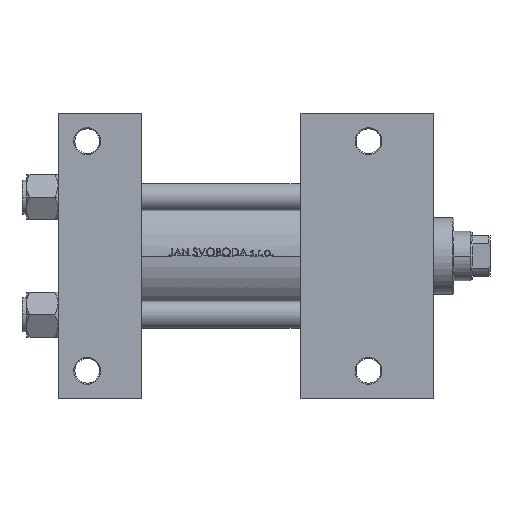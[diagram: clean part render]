
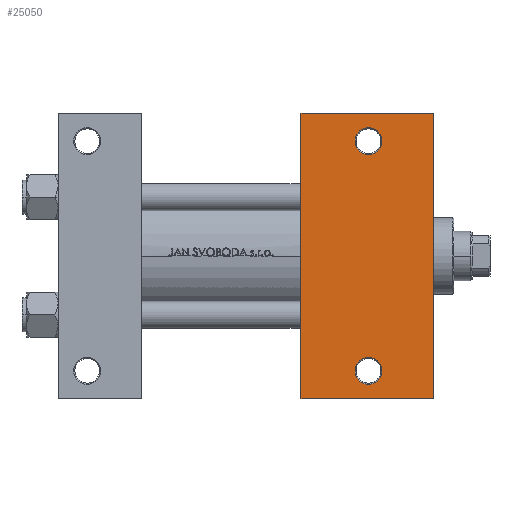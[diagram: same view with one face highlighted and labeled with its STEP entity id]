
A CAD part, front view. The second image highlights one B-rep face of the part: STEP entity #25050.
In plain terms, the highlighted face is planar.
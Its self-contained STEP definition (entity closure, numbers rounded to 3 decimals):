
#365 = DIRECTION ( 'NONE',  ( 0., 0., -1. ) ) ;
#1440 = CARTESIAN_POINT ( 'NONE',  ( 108., 37.5, -37.5 ) ) ;
#3032 = EDGE_CURVE ( 'NONE', #13784, #25110, #30612, .T. ) ;
#3648 = VECTOR ( 'NONE', #21532, 1000. ) ;
#4366 = FACE_BOUND ( 'NONE', #36533, .T. ) ;
#5844 = DIRECTION ( 'NONE',  ( -1., 0., 0. ) ) ;
#7356 = VECTOR ( 'NONE', #47282, 1000. ) ;
#7653 = VERTEX_POINT ( 'NONE', #25239 ) ;
#8178 = AXIS2_PLACEMENT_3D ( 'NONE', #39951, #43192, #5844 ) ;
#9192 = EDGE_LOOP ( 'NONE', ( #12363, #40554, #23528, #46565 ) ) ;
#10901 = DIRECTION ( 'NONE',  ( 0., 0., 1. ) ) ;
#11325 = AXIS2_PLACEMENT_3D ( 'NONE', #33748, #365, #19552 ) ;
#11833 = FACE_OUTER_BOUND ( 'NONE', #9192, .T. ) ;
#12077 = CARTESIAN_POINT ( 'NONE',  ( 167., -63.5, -37.5 ) ) ;
#12363 = ORIENTED_EDGE ( 'NONE', *, *, #26833, .F. ) ;
#12478 = VECTOR ( 'NONE', #36156, 1000. ) ;
#13280 = AXIS2_PLACEMENT_3D ( 'NONE', #14195, #33359, #29397 ) ;
#13493 = LINE ( 'NONE', #43869, #12478 ) ;
#13784 = VERTEX_POINT ( 'NONE', #25515 ) ;
#14056 = CARTESIAN_POINT ( 'NONE',  ( 108., -63.5, -37.5 ) ) ;
#14195 = CARTESIAN_POINT ( 'NONE',  ( 138., -51., -37.5 ) ) ;
#15118 = ORIENTED_EDGE ( 'NONE', *, *, #3032, .T. ) ;
#15662 = VERTEX_POINT ( 'NONE', #35914 ) ;
#16151 = DIRECTION ( 'NONE',  ( 0., -1., 0. ) ) ;
#16882 = LINE ( 'NONE', #1440, #43968 ) ;
#17195 = VERTEX_POINT ( 'NONE', #46987 ) ;
#17226 = CIRCLE ( 'NONE', #13280, 5.999 ) ;
#17983 = DIRECTION ( 'NONE',  ( 0., 0., 1. ) ) ;
#18562 = PLANE ( 'NONE',  #11325 ) ;
#18719 = CARTESIAN_POINT ( 'NONE',  ( 138., 51., -37.5 ) ) ;
#18848 = ORIENTED_EDGE ( 'NONE', *, *, #30055, .T. ) ;
#19535 = ORIENTED_EDGE ( 'NONE', *, *, #23878, .T. ) ;
#19552 = DIRECTION ( 'NONE',  ( -1., 0., 0. ) ) ;
#21129 = CARTESIAN_POINT ( 'NONE',  ( 138., -51., -37.5 ) ) ;
#21532 = DIRECTION ( 'NONE',  ( -1., 0., 0. ) ) ;
#23216 = CIRCLE ( 'NONE', #33539, 5.999 ) ;
#23297 = FACE_BOUND ( 'NONE', #26635, .T. ) ;
#23528 = ORIENTED_EDGE ( 'NONE', *, *, #40092, .T. ) ;
#23878 = EDGE_CURVE ( 'NONE', #37260, #7653, #23216, .T. ) ;
#24408 = LINE ( 'NONE', #39588, #7356 ) ;
#25050 = ADVANCED_FACE ( 'NONE', ( #23297, #4366, #11833 ), #18562, .T. ) ;
#25100 = VERTEX_POINT ( 'NONE', #12077 ) ;
#25110 = VERTEX_POINT ( 'NONE', #37978 ) ;
#25239 = CARTESIAN_POINT ( 'NONE',  ( 144., -51., -37.5 ) ) ;
#25382 = DIRECTION ( 'NONE',  ( -1., 0., 0. ) ) ;
#25515 = CARTESIAN_POINT ( 'NONE',  ( 144., 51., -37.5 ) ) ;
#26635 = EDGE_LOOP ( 'NONE', ( #18848, #15118 ) ) ;
#26833 = EDGE_CURVE ( 'NONE', #35649, #17195, #16882, .T. ) ;
#29397 = DIRECTION ( 'NONE',  ( -1., 0., 0. ) ) ;
#29801 = EDGE_CURVE ( 'NONE', #35649, #15662, #24408, .T. ) ;
#30055 = EDGE_CURVE ( 'NONE', #25110, #13784, #37594, .T. ) ;
#30612 = CIRCLE ( 'NONE', #38584, 5.999 ) ;
#30707 = CARTESIAN_POINT ( 'NONE',  ( 132.001, -51., -37.5 ) ) ;
#31532 = CARTESIAN_POINT ( 'NONE',  ( 108., 63.5, -37.5 ) ) ;
#32976 = LINE ( 'NONE', #14056, #3648 ) ;
#33359 = DIRECTION ( 'NONE',  ( 0., 0., 1. ) ) ;
#33539 = AXIS2_PLACEMENT_3D ( 'NONE', #21129, #10901, #25382 ) ;
#33748 = CARTESIAN_POINT ( 'NONE',  ( 167., 37.5, -37.5 ) ) ;
#34126 = ORIENTED_EDGE ( 'NONE', *, *, #43579, .T. ) ;
#35649 = VERTEX_POINT ( 'NONE', #31532 ) ;
#35914 = CARTESIAN_POINT ( 'NONE',  ( 167., 63.5, -37.5 ) ) ;
#36156 = DIRECTION ( 'NONE',  ( 0., -1., 0. ) ) ;
#36533 = EDGE_LOOP ( 'NONE', ( #19535, #34126 ) ) ;
#36916 = DIRECTION ( 'NONE',  ( -1., 0., 0. ) ) ;
#37260 = VERTEX_POINT ( 'NONE', #30707 ) ;
#37594 = CIRCLE ( 'NONE', #8178, 5.999 ) ;
#37978 = CARTESIAN_POINT ( 'NONE',  ( 132.001, 51., -37.5 ) ) ;
#37980 = EDGE_CURVE ( 'NONE', #25100, #17195, #32976, .T. ) ;
#38584 = AXIS2_PLACEMENT_3D ( 'NONE', #18719, #17983, #36916 ) ;
#39588 = CARTESIAN_POINT ( 'NONE',  ( 108., 63.5, -37.5 ) ) ;
#39951 = CARTESIAN_POINT ( 'NONE',  ( 138., 51., -37.5 ) ) ;
#40092 = EDGE_CURVE ( 'NONE', #15662, #25100, #13493, .T. ) ;
#40554 = ORIENTED_EDGE ( 'NONE', *, *, #29801, .T. ) ;
#43192 = DIRECTION ( 'NONE',  ( 0., 0., 1. ) ) ;
#43579 = EDGE_CURVE ( 'NONE', #7653, #37260, #17226, .T. ) ;
#43869 = CARTESIAN_POINT ( 'NONE',  ( 167., 37.5, -37.5 ) ) ;
#43968 = VECTOR ( 'NONE', #16151, 1000. ) ;
#46565 = ORIENTED_EDGE ( 'NONE', *, *, #37980, .T. ) ;
#46987 = CARTESIAN_POINT ( 'NONE',  ( 108., -63.5, -37.5 ) ) ;
#47282 = DIRECTION ( 'NONE',  ( 1., 0., 0. ) ) ;
